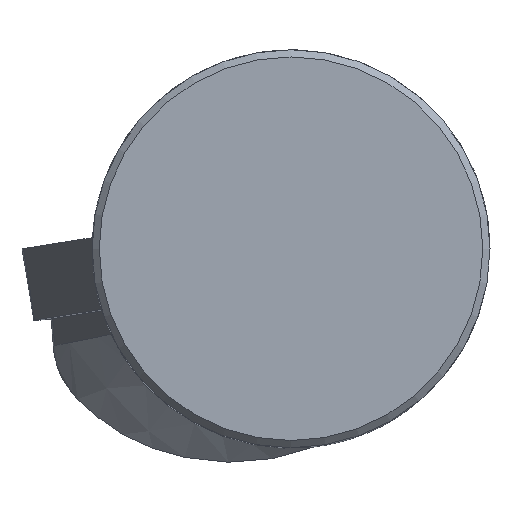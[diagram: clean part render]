
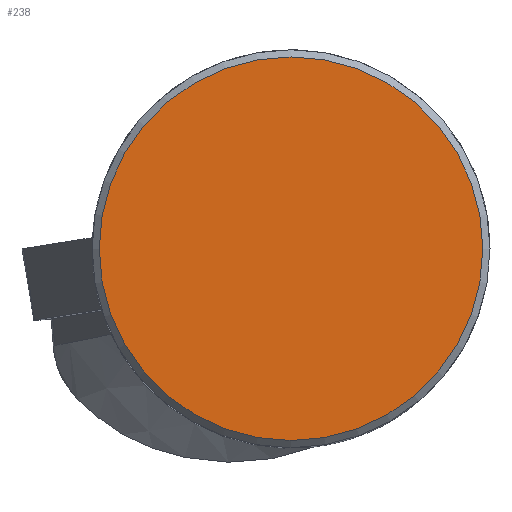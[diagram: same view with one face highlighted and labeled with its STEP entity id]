
A CAD part, top view. The second image highlights one B-rep face of the part: STEP entity #238.
In plain terms, the highlighted planar face has unit normal (0, 0, 1).
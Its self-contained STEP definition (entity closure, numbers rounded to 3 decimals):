
#145=CIRCLE('',#1199,12.049);
#174=PLANE('',#1201);
#238=ADVANCED_FACE('',(#312),#174,.F.);
#312=FACE_OUTER_BOUND('',#368,.T.);
#368=EDGE_LOOP('',(#750));
#750=ORIENTED_EDGE('',*,*,#1018,.T.);
#889=VERTEX_POINT('',#1923);
#1018=EDGE_CURVE('',#889,#889,#145,.T.);
#1199=AXIS2_PLACEMENT_3D('',#1922,#1450,#1451);
#1201=AXIS2_PLACEMENT_3D('',#1925,#1454,#1455);
#1450=DIRECTION('',(0.,0.,1.));
#1451=DIRECTION('',(1.,0.,0.));
#1454=DIRECTION('',(0.,0.,-1.));
#1455=DIRECTION('',(1.,0.,0.));
#1922=CARTESIAN_POINT('',(0.,0.,0.));
#1923=CARTESIAN_POINT('',(12.049,0.,0.));
#1925=CARTESIAN_POINT('',(-12.049,0.,0.));
